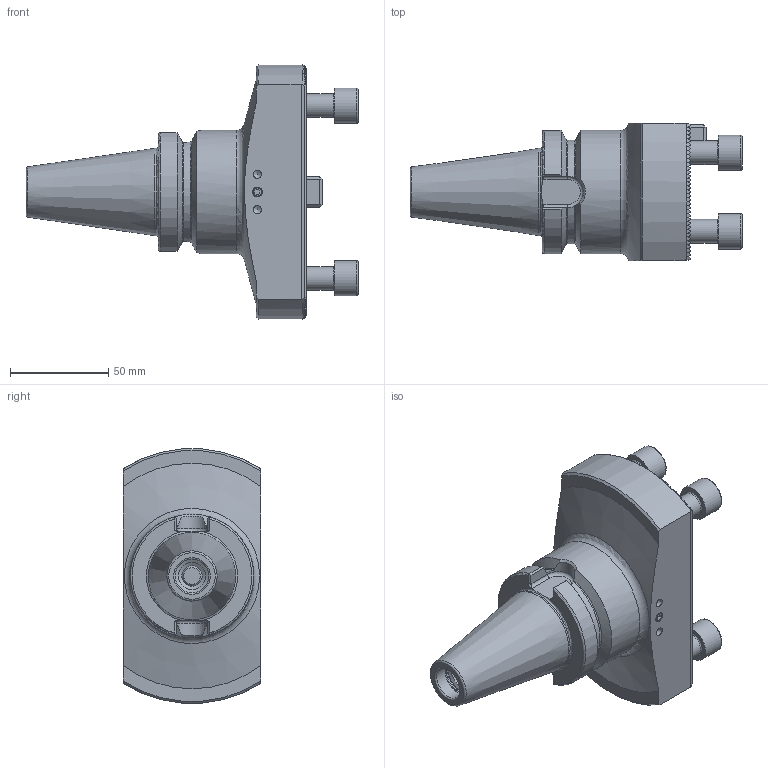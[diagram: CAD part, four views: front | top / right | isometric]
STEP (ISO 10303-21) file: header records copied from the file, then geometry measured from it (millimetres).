
FILE_DESCRIPTION (( 'STEP AP214' ), '1' );
FILE_NAME ('BT4.Ko1.K01.077.STEP', '2020-08-13T14:54:52', ( '' ), ( '' ), 'SwSTEP 2.0', 'SolidWorks 2017', '' );
FILE_SCHEMA (( 'AUTOMOTIVE_DESIGN' ));
Length unit declared in the file: millimetre
Products named in the file (7): BT4.Ko1.K01.077; BT4-Ko1.K01.077_A; Ko1-ER1.001.016_A; DIN 908 - M12x1.5; ISO 4762 - M6 x 16; ISO 4762 - M12 x 25; ISO 4026 - M5 x 8
Assembly tree (10 placements, depth 2):
  BT4.Ko1.K01.077
    BT4-Ko1.K01.077_A
    Ko1-ER1.001.016_A
    ISO 4762 - M6 x 16
    ISO 4762 - M12 x 25  x4
    DIN 908 - M12x1.5
    ISO 4026 - M5 x 8  x2
Bounding box: 169.23 x 70 x 129.58 mm (x, y, z)
Volume: 433327.7 mm3; surface area: 73073 mm2
Topology: 10 solids, 10 shells, 739 faces, 2035 edges, 1320 vertices
Faces by surface type: plane 487, cylinder 161, cone 63, torus 26, bspline 2
Full cylindrical faces by diameter (mm): 4.2 x6, 5 x3, 6 x1, 6.5 x1, 7.245 x1, 10 x1, 10.2 x8, 10.5 x2, 12 x5, 14 x1, 17 x2, 17.45 x1, 18 x4, 19 x1, 44.45 x1, 63 x1
Entity records: 23461 total; most frequent: CARTESIAN_POINT 7399, ORIENTED_EDGE 3526, DIRECTION 2763, EDGE_CURVE 1763, VERTEX_POINT 1192, AXIS2_PLACEMENT_3D 1030, EDGE_LOOP 753, FACE_OUTER_BOUND 708
